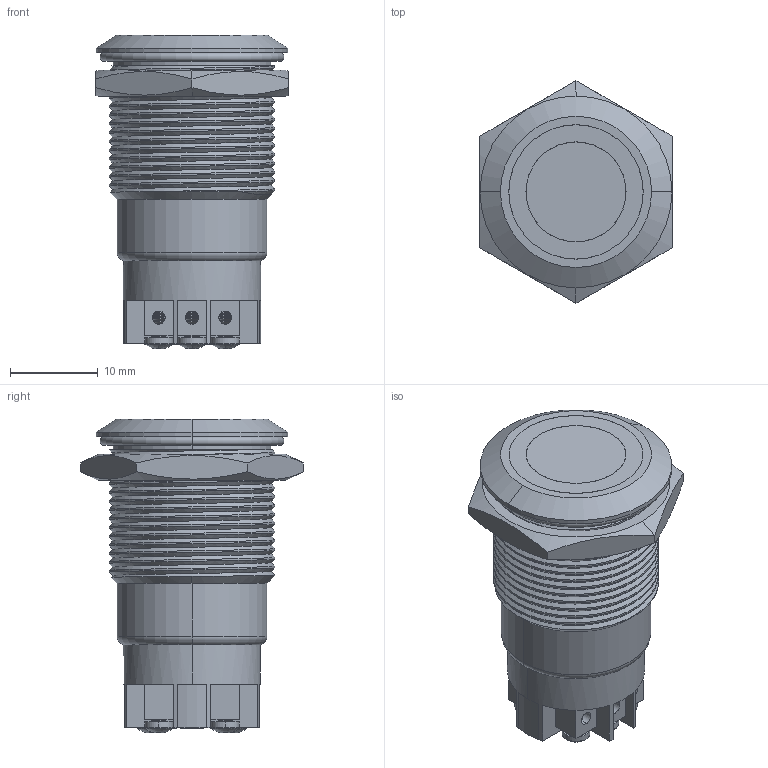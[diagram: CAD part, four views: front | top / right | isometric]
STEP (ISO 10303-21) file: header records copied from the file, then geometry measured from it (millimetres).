
FILE_DESCRIPTION (( 'STEP AP214' ), '1' );
FILE_NAME ('PB19NONCB12ST.STEP', '2021-08-02T06:55:55', ( '' ), ( '' ), 'SwSTEP 2.0', 'SolidWorks 2020', '' );
FILE_SCHEMA (( 'AUTOMOTIVE_DESIGN' ));
Length unit declared in the file: millimetre
Products named in the file (5): BP-BOUTON POUSSOIR INOX_PB19NO NC_B12_ST; BP-ECROU; PB19NONCB12ST; BP-JOINT_COMPRESSE; ISO 7045 - M1.6 x 3 - Z --- 3S_ISO 7045 - M1.6 x 3 - Z --- 3S
Assembly tree (9 placements, depth 2):
  PB19NONCB12ST
    BP-BOUTON POUSSOIR INOX_PB19NO NC_B12_ST
    BP-ECROU
    BP-JOINT_COMPRESSE
    ISO 7045 - M1.6 x 3 - Z --- 3S_ISO 7045 - M1.6 x 3 - Z --- 3S  x6
Bounding box: 22 x 25.4 x 35.82 mm (x, y, z)
Volume: 8793.9 mm3; surface area: 5542.6 mm2
Topology: 27 solids, 27 shells, 869 faces, 2205 edges, 1392 vertices
Faces by surface type: plane 325, cone 254, cylinder 200, bspline 46, torus 32, sphere 12
Entity records: 20833 total; most frequent: CARTESIAN_POINT 8112, ORIENTED_EDGE 2202, DIRECTION 1954, EDGE_CURVE 1101, VERTEX_POINT 718, AXIS2_PLACEMENT_3D 672, LINE 610, VECTOR 610
